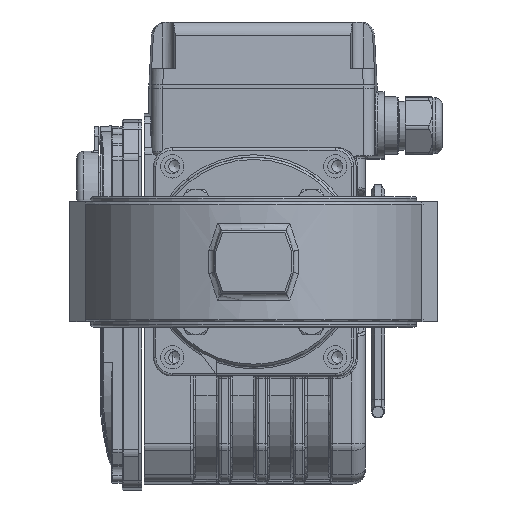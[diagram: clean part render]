
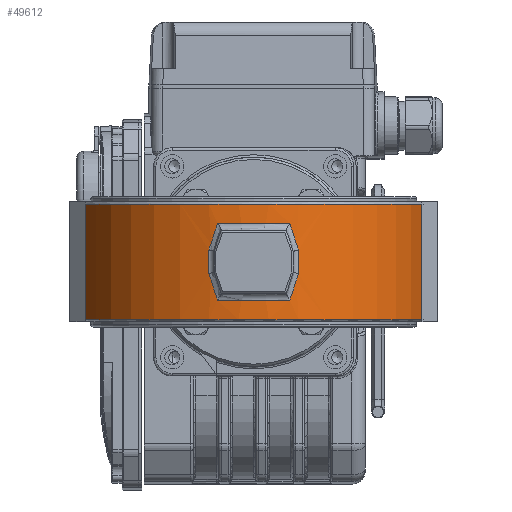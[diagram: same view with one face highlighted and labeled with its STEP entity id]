
A CAD part, front view. The second image highlights one B-rep face of the part: STEP entity #49612.
In plain terms, the highlighted cylindrical face has radius 75 mm (diameter 150 mm), a partial arc.
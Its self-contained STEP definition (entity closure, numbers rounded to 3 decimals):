
#803=ELLIPSE('',#52670,245.725,75.);
#804=ELLIPSE('',#52672,245.725,75.);
#805=ELLIPSE('',#52673,245.725,75.);
#806=ELLIPSE('',#52675,245.725,75.);
#1209=CIRCLE('',#52647,75.);
#1212=CIRCLE('',#52651,75.);
#1218=CIRCLE('',#52671,75.);
#1219=CIRCLE('',#52674,75.);
#3380=CYLINDRICAL_SURFACE('',#52669,75.);
#4388=LINE('',#71626,#8241);
#4389=LINE('',#71628,#8242);
#4390=LINE('',#71630,#8243);
#4391=LINE('',#71639,#8244);
#8241=VECTOR('',#57763,1000.);
#8242=VECTOR('',#57766,1000.);
#8243=VECTOR('',#57769,1000.);
#8244=VECTOR('',#57776,1000.);
#12264=ORIENTED_EDGE('',*,*,#26259,.T.);
#12265=ORIENTED_EDGE('',*,*,#26282,.F.);
#12266=ORIENTED_EDGE('',*,*,#26262,.F.);
#12267=ORIENTED_EDGE('',*,*,#26283,.T.);
#12268=ORIENTED_EDGE('',*,*,#26284,.T.);
#12269=ORIENTED_EDGE('',*,*,#26285,.F.);
#12270=ORIENTED_EDGE('',*,*,#26286,.T.);
#12271=ORIENTED_EDGE('',*,*,#26287,.F.);
#12272=ORIENTED_EDGE('',*,*,#26288,.F.);
#12273=ORIENTED_EDGE('',*,*,#26289,.F.);
#12274=ORIENTED_EDGE('',*,*,#26290,.T.);
#12275=ORIENTED_EDGE('',*,*,#26291,.F.);
#26259=EDGE_CURVE('',#33296,#33295,#1209,.T.);
#26262=EDGE_CURVE('',#33297,#33298,#1212,.T.);
#26282=EDGE_CURVE('',#33298,#33295,#4388,.T.);
#26283=EDGE_CURVE('',#33297,#33296,#4389,.T.);
#26284=EDGE_CURVE('',#33307,#33308,#4390,.T.);
#26285=EDGE_CURVE('',#33309,#33308,#803,.T.);
#26286=EDGE_CURVE('',#33309,#33310,#1218,.T.);
#26287=EDGE_CURVE('',#33311,#33310,#804,.T.);
#26288=EDGE_CURVE('',#33312,#33311,#4391,.T.);
#26289=EDGE_CURVE('',#33313,#33312,#805,.T.);
#26290=EDGE_CURVE('',#33313,#33314,#1219,.T.);
#26291=EDGE_CURVE('',#33307,#33314,#806,.T.);
#33295=VERTEX_POINT('',#71579);
#33296=VERTEX_POINT('',#71581);
#33297=VERTEX_POINT('',#71585);
#33298=VERTEX_POINT('',#71587);
#33307=VERTEX_POINT('',#71631);
#33308=VERTEX_POINT('',#71632);
#33309=VERTEX_POINT('',#71634);
#33310=VERTEX_POINT('',#71636);
#33311=VERTEX_POINT('',#71638);
#33312=VERTEX_POINT('',#71640);
#33313=VERTEX_POINT('',#71642);
#33314=VERTEX_POINT('',#71644);
#38863=EDGE_LOOP('',(#12264,#12265,#12266,#12267));
#38864=EDGE_LOOP('',(#12268,#12269,#12270,#12271,#12272,#12273,#12274,#12275));
#42256=FACE_BOUND('',#38863,.T.);
#42257=FACE_BOUND('',#38864,.T.);
#49612=ADVANCED_FACE('',(#42256,#42257),#3380,.T.);
#52647=AXIS2_PLACEMENT_3D('',#71580,#57707,#57708);
#52651=AXIS2_PLACEMENT_3D('',#71586,#57715,#57716);
#52669=AXIS2_PLACEMENT_3D('',#71629,#57767,#57768);
#52670=AXIS2_PLACEMENT_3D('',#71633,#57770,#57771);
#52671=AXIS2_PLACEMENT_3D('',#71635,#57772,#57773);
#52672=AXIS2_PLACEMENT_3D('',#71637,#57774,#57775);
#52673=AXIS2_PLACEMENT_3D('',#71641,#57777,#57778);
#52674=AXIS2_PLACEMENT_3D('',#71643,#57779,#57780);
#52675=AXIS2_PLACEMENT_3D('',#71645,#57781,#57782);
#57707=DIRECTION('',(0.,0.,1.));
#57708=DIRECTION('',(1.,0.,0.));
#57715=DIRECTION('',(0.,0.,1.));
#57716=DIRECTION('',(1.,0.,0.));
#57763=DIRECTION('',(0.,0.,-1.));
#57766=DIRECTION('',(0.,0.,-1.));
#57767=DIRECTION('',(0.,0.,-1.));
#57768=DIRECTION('',(-1.,0.,0.));
#57769=DIRECTION('',(0.,0.,-1.));
#57770=DIRECTION('',(-0.952,0.,0.305));
#57771=DIRECTION('',(-0.305,0.,-0.952));
#57772=DIRECTION('',(0.,0.,-1.));
#57773=DIRECTION('',(-1.,0.,0.));
#57774=DIRECTION('',(0.952,0.,0.305));
#57775=DIRECTION('',(0.305,0.,-0.952));
#57776=DIRECTION('',(0.,0.,-1.));
#57777=DIRECTION('',(0.952,0.,-0.305));
#57778=DIRECTION('',(-0.305,0.,-0.952));
#57779=DIRECTION('',(0.,0.,1.));
#57780=DIRECTION('',(1.,0.,0.));
#57781=DIRECTION('',(-0.952,0.,-0.305));
#57782=DIRECTION('',(0.305,0.,-0.952));
#71579=CARTESIAN_POINT('',(72.286,-19.994,-24.8));
#71580=CARTESIAN_POINT('',(0.,0.,-24.8));
#71581=CARTESIAN_POINT('',(-72.286,-19.994,-24.8));
#71585=CARTESIAN_POINT('',(-72.286,-19.994,24.8));
#71586=CARTESIAN_POINT('',(0.,0.,24.8));
#71587=CARTESIAN_POINT('',(72.286,-19.994,24.8));
#71626=CARTESIAN_POINT('',(72.286,-19.994,0.));
#71628=CARTESIAN_POINT('',(-72.286,-19.994,0.));
#71629=CARTESIAN_POINT('',(0.,0.,25.8));
#71630=CARTESIAN_POINT('',(19.231,-72.493,25.8));
#71631=CARTESIAN_POINT('',(19.231,-72.493,4.987));
#71632=CARTESIAN_POINT('',(19.231,-72.493,-4.987));
#71633=CARTESIAN_POINT('',(0.,0.,-64.987));
#71634=CARTESIAN_POINT('',(15.541,-73.372,-16.5));
#71635=CARTESIAN_POINT('',(0.,0.,-16.5));
#71636=CARTESIAN_POINT('',(-15.541,-73.372,-16.5));
#71637=CARTESIAN_POINT('',(0.,0.,-64.987));
#71638=CARTESIAN_POINT('',(-19.231,-72.493,-4.987));
#71639=CARTESIAN_POINT('',(-19.231,-72.493,25.8));
#71640=CARTESIAN_POINT('',(-19.231,-72.493,4.987));
#71641=CARTESIAN_POINT('',(0.,0.,64.987));
#71642=CARTESIAN_POINT('',(-15.541,-73.372,16.5));
#71643=CARTESIAN_POINT('',(0.,0.,16.5));
#71644=CARTESIAN_POINT('',(15.541,-73.372,16.5));
#71645=CARTESIAN_POINT('',(0.,0.,64.987));
